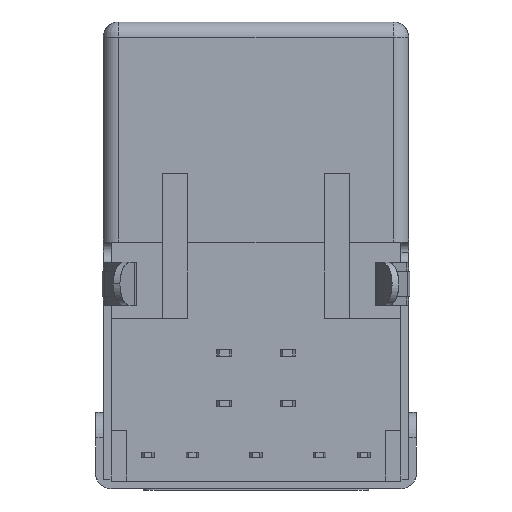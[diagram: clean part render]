
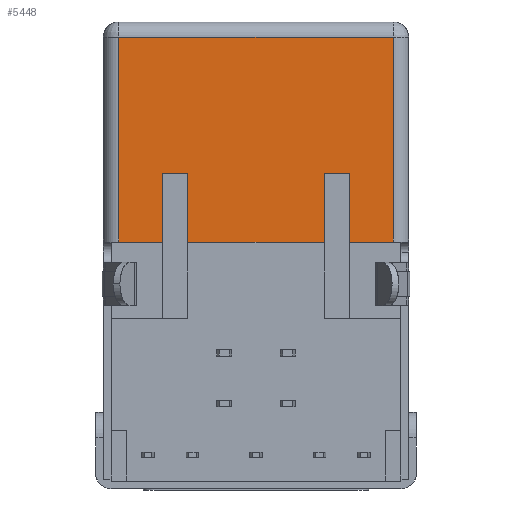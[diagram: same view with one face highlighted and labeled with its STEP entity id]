
A CAD part, front view. The second image highlights one B-rep face of the part: STEP entity #5448.
In plain terms, the highlighted free-form (B-spline) face has degree [1, 1] with [2, 2] control points.
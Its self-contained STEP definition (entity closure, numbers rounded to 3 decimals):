
#5448 = ADVANCED_FACE('',(#5449),#5463,.T.);
#5449 = FACE_BOUND('',#5450,.T.);
#5450 = EDGE_LOOP('',(#5451,#5473,#5488,#5503,#5518,#5533,#5548,#5563,
    #5578,#5593,#5608,#5623));
#5451 = ORIENTED_EDGE('',*,*,#5452,.T.);
#5452 = EDGE_CURVE('',#5453,#5455,#5457,.T.);
#5453 = VERTEX_POINT('',#5454);
#5454 = CARTESIAN_POINT('',(5.4,0.3,-0.6));
#5455 = VERTEX_POINT('',#5456);
#5456 = CARTESIAN_POINT('',(-5.4,0.3,-0.6));
#5457 = SURFACE_CURVE('',#5458,(#5462),.PCURVE_S1.);
#5458 = LINE('',#5459,#5460);
#5459 = CARTESIAN_POINT('',(5.4,0.3,-0.6));
#5460 = VECTOR('',#5461,1.);
#5461 = DIRECTION('',(-1.,0.,0.));
#5462 = PCURVE('',#5463,#5468);
#5463 = B_SPLINE_SURFACE_WITH_KNOTS('',1,1,(
    (#5464,#5465)
    ,(#5466,#5467
    )),.UNSPECIFIED.,.F.,.F.,.F.,(2,2),(2,2),(0.,1.),(0.,1.),
  .PIECEWISE_BEZIER_KNOTS.);
#5464 = CARTESIAN_POINT('',(-5.4,0.3,-0.6));
#5465 = CARTESIAN_POINT('',(5.4,0.3,-0.6));
#5466 = CARTESIAN_POINT('',(-5.4,0.3,-8.65));
#5467 = CARTESIAN_POINT('',(5.4,0.3,-8.65));
#5468 = DEFINITIONAL_REPRESENTATION('',(#5469),#5472);
#5469 = B_SPLINE_CURVE_WITH_KNOTS('',1,(#5470,#5471),.UNSPECIFIED.,.F.,
  .F.,(2,2),(0.,10.8),.PIECEWISE_BEZIER_KNOTS.);
#5470 = CARTESIAN_POINT('',(0.,1.));
#5471 = CARTESIAN_POINT('',(0.,0.));
#5472 = ( GEOMETRIC_REPRESENTATION_CONTEXT(2) 
PARAMETRIC_REPRESENTATION_CONTEXT() REPRESENTATION_CONTEXT('2D SPACE',''
  ) );
#5473 = ORIENTED_EDGE('',*,*,#5474,.T.);
#5474 = EDGE_CURVE('',#5455,#5475,#5477,.T.);
#5475 = VERTEX_POINT('',#5476);
#5476 = CARTESIAN_POINT('',(-5.4,0.3,-8.65));
#5477 = SURFACE_CURVE('',#5478,(#5482),.PCURVE_S1.);
#5478 = LINE('',#5479,#5480);
#5479 = CARTESIAN_POINT('',(-5.4,0.3,-0.6));
#5480 = VECTOR('',#5481,1.);
#5481 = DIRECTION('',(0.,0.,-1.));
#5482 = PCURVE('',#5463,#5483);
#5483 = DEFINITIONAL_REPRESENTATION('',(#5484),#5487);
#5484 = B_SPLINE_CURVE_WITH_KNOTS('',1,(#5485,#5486),.UNSPECIFIED.,.F.,
  .F.,(2,2),(0.,8.05),.PIECEWISE_BEZIER_KNOTS.);
#5485 = CARTESIAN_POINT('',(0.,0.));
#5486 = CARTESIAN_POINT('',(1.,0.));
#5487 = ( GEOMETRIC_REPRESENTATION_CONTEXT(2) 
PARAMETRIC_REPRESENTATION_CONTEXT() REPRESENTATION_CONTEXT('2D SPACE',''
  ) );
#5488 = ORIENTED_EDGE('',*,*,#5489,.T.);
#5489 = EDGE_CURVE('',#5475,#5490,#5492,.T.);
#5490 = VERTEX_POINT('',#5491);
#5491 = CARTESIAN_POINT('',(-3.675,0.3,-8.65));
#5492 = SURFACE_CURVE('',#5493,(#5497),.PCURVE_S1.);
#5493 = LINE('',#5494,#5495);
#5494 = CARTESIAN_POINT('',(-5.4,0.3,-8.65));
#5495 = VECTOR('',#5496,1.);
#5496 = DIRECTION('',(1.,0.,0.));
#5497 = PCURVE('',#5463,#5498);
#5498 = DEFINITIONAL_REPRESENTATION('',(#5499),#5502);
#5499 = B_SPLINE_CURVE_WITH_KNOTS('',1,(#5500,#5501),.UNSPECIFIED.,.F.,
  .F.,(2,2),(0.,1.725),.PIECEWISE_BEZIER_KNOTS.);
#5500 = CARTESIAN_POINT('',(1.,0.));
#5501 = CARTESIAN_POINT('',(1.,0.16));
#5502 = ( GEOMETRIC_REPRESENTATION_CONTEXT(2) 
PARAMETRIC_REPRESENTATION_CONTEXT() REPRESENTATION_CONTEXT('2D SPACE',''
  ) );
#5503 = ORIENTED_EDGE('',*,*,#5504,.T.);
#5504 = EDGE_CURVE('',#5490,#5505,#5507,.T.);
#5505 = VERTEX_POINT('',#5506);
#5506 = CARTESIAN_POINT('',(-3.675,0.3,-5.95));
#5507 = SURFACE_CURVE('',#5508,(#5512),.PCURVE_S1.);
#5508 = LINE('',#5509,#5510);
#5509 = CARTESIAN_POINT('',(-3.675,0.3,-8.65));
#5510 = VECTOR('',#5511,1.);
#5511 = DIRECTION('',(0.,0.,1.));
#5512 = PCURVE('',#5463,#5513);
#5513 = DEFINITIONAL_REPRESENTATION('',(#5514),#5517);
#5514 = B_SPLINE_CURVE_WITH_KNOTS('',1,(#5515,#5516),.UNSPECIFIED.,.F.,
  .F.,(2,2),(0.,2.7),.PIECEWISE_BEZIER_KNOTS.);
#5515 = CARTESIAN_POINT('',(1.,0.16));
#5516 = CARTESIAN_POINT('',(0.665,0.16));
#5517 = ( GEOMETRIC_REPRESENTATION_CONTEXT(2) 
PARAMETRIC_REPRESENTATION_CONTEXT() REPRESENTATION_CONTEXT('2D SPACE',''
  ) );
#5518 = ORIENTED_EDGE('',*,*,#5519,.T.);
#5519 = EDGE_CURVE('',#5505,#5520,#5522,.T.);
#5520 = VERTEX_POINT('',#5521);
#5521 = CARTESIAN_POINT('',(-2.675,0.3,-5.95));
#5522 = SURFACE_CURVE('',#5523,(#5527),.PCURVE_S1.);
#5523 = LINE('',#5524,#5525);
#5524 = CARTESIAN_POINT('',(-3.675,0.3,-5.95));
#5525 = VECTOR('',#5526,1.);
#5526 = DIRECTION('',(1.,0.,0.));
#5527 = PCURVE('',#5463,#5528);
#5528 = DEFINITIONAL_REPRESENTATION('',(#5529),#5532);
#5529 = B_SPLINE_CURVE_WITH_KNOTS('',1,(#5530,#5531),.UNSPECIFIED.,.F.,
  .F.,(2,2),(0.,1.),.PIECEWISE_BEZIER_KNOTS.);
#5530 = CARTESIAN_POINT('',(0.665,0.16));
#5531 = CARTESIAN_POINT('',(0.665,0.252));
#5532 = ( GEOMETRIC_REPRESENTATION_CONTEXT(2) 
PARAMETRIC_REPRESENTATION_CONTEXT() REPRESENTATION_CONTEXT('2D SPACE',''
  ) );
#5533 = ORIENTED_EDGE('',*,*,#5534,.T.);
#5534 = EDGE_CURVE('',#5520,#5535,#5537,.T.);
#5535 = VERTEX_POINT('',#5536);
#5536 = CARTESIAN_POINT('',(-2.675,0.3,-8.65));
#5537 = SURFACE_CURVE('',#5538,(#5542),.PCURVE_S1.);
#5538 = LINE('',#5539,#5540);
#5539 = CARTESIAN_POINT('',(-2.675,0.3,-5.95));
#5540 = VECTOR('',#5541,1.);
#5541 = DIRECTION('',(0.,0.,-1.));
#5542 = PCURVE('',#5463,#5543);
#5543 = DEFINITIONAL_REPRESENTATION('',(#5544),#5547);
#5544 = B_SPLINE_CURVE_WITH_KNOTS('',1,(#5545,#5546),.UNSPECIFIED.,.F.,
  .F.,(2,2),(0.,2.7),.PIECEWISE_BEZIER_KNOTS.);
#5545 = CARTESIAN_POINT('',(0.665,0.252));
#5546 = CARTESIAN_POINT('',(1.,0.252));
#5547 = ( GEOMETRIC_REPRESENTATION_CONTEXT(2) 
PARAMETRIC_REPRESENTATION_CONTEXT() REPRESENTATION_CONTEXT('2D SPACE',''
  ) );
#5548 = ORIENTED_EDGE('',*,*,#5549,.T.);
#5549 = EDGE_CURVE('',#5535,#5550,#5552,.T.);
#5550 = VERTEX_POINT('',#5551);
#5551 = CARTESIAN_POINT('',(2.675,0.3,-8.65));
#5552 = SURFACE_CURVE('',#5553,(#5557),.PCURVE_S1.);
#5553 = LINE('',#5554,#5555);
#5554 = CARTESIAN_POINT('',(-2.675,0.3,-8.65));
#5555 = VECTOR('',#5556,1.);
#5556 = DIRECTION('',(1.,0.,0.));
#5557 = PCURVE('',#5463,#5558);
#5558 = DEFINITIONAL_REPRESENTATION('',(#5559),#5562);
#5559 = B_SPLINE_CURVE_WITH_KNOTS('',1,(#5560,#5561),.UNSPECIFIED.,.F.,
  .F.,(2,2),(0.,5.35),.PIECEWISE_BEZIER_KNOTS.);
#5560 = CARTESIAN_POINT('',(1.,0.252));
#5561 = CARTESIAN_POINT('',(1.,0.748));
#5562 = ( GEOMETRIC_REPRESENTATION_CONTEXT(2) 
PARAMETRIC_REPRESENTATION_CONTEXT() REPRESENTATION_CONTEXT('2D SPACE',''
  ) );
#5563 = ORIENTED_EDGE('',*,*,#5564,.T.);
#5564 = EDGE_CURVE('',#5550,#5565,#5567,.T.);
#5565 = VERTEX_POINT('',#5566);
#5566 = CARTESIAN_POINT('',(2.675,0.3,-5.95));
#5567 = SURFACE_CURVE('',#5568,(#5572),.PCURVE_S1.);
#5568 = LINE('',#5569,#5570);
#5569 = CARTESIAN_POINT('',(2.675,0.3,-8.65));
#5570 = VECTOR('',#5571,1.);
#5571 = DIRECTION('',(0.,0.,1.));
#5572 = PCURVE('',#5463,#5573);
#5573 = DEFINITIONAL_REPRESENTATION('',(#5574),#5577);
#5574 = B_SPLINE_CURVE_WITH_KNOTS('',1,(#5575,#5576),.UNSPECIFIED.,.F.,
  .F.,(2,2),(0.,2.7),.PIECEWISE_BEZIER_KNOTS.);
#5575 = CARTESIAN_POINT('',(1.,0.748));
#5576 = CARTESIAN_POINT('',(0.665,0.748));
#5577 = ( GEOMETRIC_REPRESENTATION_CONTEXT(2) 
PARAMETRIC_REPRESENTATION_CONTEXT() REPRESENTATION_CONTEXT('2D SPACE',''
  ) );
#5578 = ORIENTED_EDGE('',*,*,#5579,.T.);
#5579 = EDGE_CURVE('',#5565,#5580,#5582,.T.);
#5580 = VERTEX_POINT('',#5581);
#5581 = CARTESIAN_POINT('',(3.675,0.3,-5.95));
#5582 = SURFACE_CURVE('',#5583,(#5587),.PCURVE_S1.);
#5583 = LINE('',#5584,#5585);
#5584 = CARTESIAN_POINT('',(2.675,0.3,-5.95));
#5585 = VECTOR('',#5586,1.);
#5586 = DIRECTION('',(1.,0.,0.));
#5587 = PCURVE('',#5463,#5588);
#5588 = DEFINITIONAL_REPRESENTATION('',(#5589),#5592);
#5589 = B_SPLINE_CURVE_WITH_KNOTS('',1,(#5590,#5591),.UNSPECIFIED.,.F.,
  .F.,(2,2),(0.,1.),.PIECEWISE_BEZIER_KNOTS.);
#5590 = CARTESIAN_POINT('',(0.665,0.748));
#5591 = CARTESIAN_POINT('',(0.665,0.84));
#5592 = ( GEOMETRIC_REPRESENTATION_CONTEXT(2) 
PARAMETRIC_REPRESENTATION_CONTEXT() REPRESENTATION_CONTEXT('2D SPACE',''
  ) );
#5593 = ORIENTED_EDGE('',*,*,#5594,.T.);
#5594 = EDGE_CURVE('',#5580,#5595,#5597,.T.);
#5595 = VERTEX_POINT('',#5596);
#5596 = CARTESIAN_POINT('',(3.675,0.3,-8.65));
#5597 = SURFACE_CURVE('',#5598,(#5602),.PCURVE_S1.);
#5598 = LINE('',#5599,#5600);
#5599 = CARTESIAN_POINT('',(3.675,0.3,-5.95));
#5600 = VECTOR('',#5601,1.);
#5601 = DIRECTION('',(0.,0.,-1.));
#5602 = PCURVE('',#5463,#5603);
#5603 = DEFINITIONAL_REPRESENTATION('',(#5604),#5607);
#5604 = B_SPLINE_CURVE_WITH_KNOTS('',1,(#5605,#5606),.UNSPECIFIED.,.F.,
  .F.,(2,2),(0.,2.7),.PIECEWISE_BEZIER_KNOTS.);
#5605 = CARTESIAN_POINT('',(0.665,0.84));
#5606 = CARTESIAN_POINT('',(1.,0.84));
#5607 = ( GEOMETRIC_REPRESENTATION_CONTEXT(2) 
PARAMETRIC_REPRESENTATION_CONTEXT() REPRESENTATION_CONTEXT('2D SPACE',''
  ) );
#5608 = ORIENTED_EDGE('',*,*,#5609,.T.);
#5609 = EDGE_CURVE('',#5595,#5610,#5612,.T.);
#5610 = VERTEX_POINT('',#5611);
#5611 = CARTESIAN_POINT('',(5.4,0.3,-8.65));
#5612 = SURFACE_CURVE('',#5613,(#5617),.PCURVE_S1.);
#5613 = LINE('',#5614,#5615);
#5614 = CARTESIAN_POINT('',(3.675,0.3,-8.65));
#5615 = VECTOR('',#5616,1.);
#5616 = DIRECTION('',(1.,0.,0.));
#5617 = PCURVE('',#5463,#5618);
#5618 = DEFINITIONAL_REPRESENTATION('',(#5619),#5622);
#5619 = B_SPLINE_CURVE_WITH_KNOTS('',1,(#5620,#5621),.UNSPECIFIED.,.F.,
  .F.,(2,2),(0.,1.725),.PIECEWISE_BEZIER_KNOTS.);
#5620 = CARTESIAN_POINT('',(1.,0.84));
#5621 = CARTESIAN_POINT('',(1.,1.));
#5622 = ( GEOMETRIC_REPRESENTATION_CONTEXT(2) 
PARAMETRIC_REPRESENTATION_CONTEXT() REPRESENTATION_CONTEXT('2D SPACE',''
  ) );
#5623 = ORIENTED_EDGE('',*,*,#5624,.T.);
#5624 = EDGE_CURVE('',#5610,#5453,#5625,.T.);
#5625 = SURFACE_CURVE('',#5626,(#5630),.PCURVE_S1.);
#5626 = LINE('',#5627,#5628);
#5627 = CARTESIAN_POINT('',(5.4,0.3,-8.65));
#5628 = VECTOR('',#5629,1.);
#5629 = DIRECTION('',(0.,0.,1.));
#5630 = PCURVE('',#5463,#5631);
#5631 = DEFINITIONAL_REPRESENTATION('',(#5632),#5635);
#5632 = B_SPLINE_CURVE_WITH_KNOTS('',1,(#5633,#5634),.UNSPECIFIED.,.F.,
  .F.,(2,2),(0.,8.05),.PIECEWISE_BEZIER_KNOTS.);
#5633 = CARTESIAN_POINT('',(1.,1.));
#5634 = CARTESIAN_POINT('',(0.,1.));
#5635 = ( GEOMETRIC_REPRESENTATION_CONTEXT(2) 
PARAMETRIC_REPRESENTATION_CONTEXT() REPRESENTATION_CONTEXT('2D SPACE',''
  ) );
